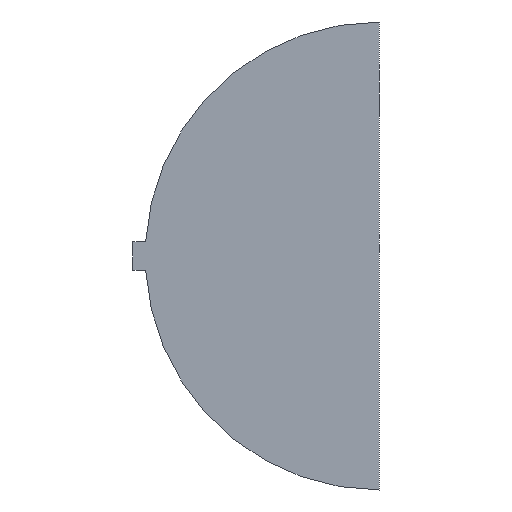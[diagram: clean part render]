
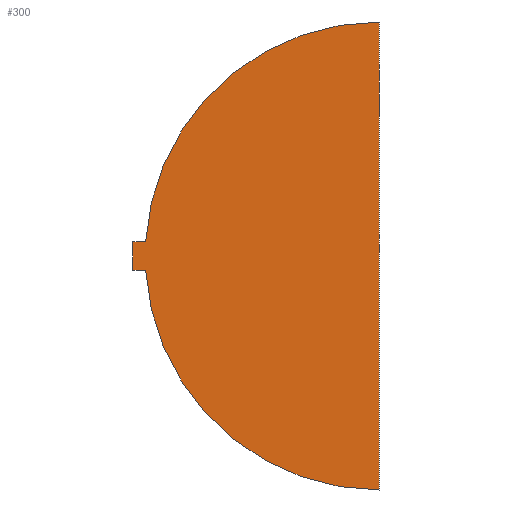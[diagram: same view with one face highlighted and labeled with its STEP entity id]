
A CAD part, front view. The second image highlights one B-rep face of the part: STEP entity #300.
In plain terms, the highlighted planar face has unit normal (0, -1, 0).
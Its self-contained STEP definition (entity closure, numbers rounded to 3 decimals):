
#28=PLANE('',#347);
#44=FACE_OUTER_BOUND('',#63,.T.);
#63=EDGE_LOOP('',(#274,#275,#276,#277,#278,#279));
#84=LINE('',#495,#113);
#87=LINE('',#503,#116);
#90=LINE('',#511,#119);
#92=LINE('',#514,#121);
#113=VECTOR('',#406,10.);
#116=VECTOR('',#415,10.);
#119=VECTOR('',#424,10.);
#121=VECTOR('',#428,10.);
#131=CIRCLE('',#340,41.5);
#132=CIRCLE('',#343,41.5);
#154=VERTEX_POINT('',#492);
#155=VERTEX_POINT('',#494);
#156=VERTEX_POINT('',#498);
#157=VERTEX_POINT('',#502);
#158=VERTEX_POINT('',#506);
#159=VERTEX_POINT('',#510);
#189=EDGE_CURVE('',#155,#154,#84,.T.);
#191=EDGE_CURVE('',#156,#155,#131,.T.);
#193=EDGE_CURVE('',#157,#156,#87,.T.);
#195=EDGE_CURVE('',#158,#157,#132,.T.);
#197=EDGE_CURVE('',#159,#158,#90,.T.);
#199=EDGE_CURVE('',#154,#159,#92,.T.);
#274=ORIENTED_EDGE('',*,*,#199,.T.);
#275=ORIENTED_EDGE('',*,*,#197,.T.);
#276=ORIENTED_EDGE('',*,*,#195,.T.);
#277=ORIENTED_EDGE('',*,*,#193,.T.);
#278=ORIENTED_EDGE('',*,*,#191,.T.);
#279=ORIENTED_EDGE('',*,*,#189,.T.);
#300=ADVANCED_FACE('',(#44),#28,.F.);
#340=AXIS2_PLACEMENT_3D('',#499,#410,#411);
#343=AXIS2_PLACEMENT_3D('',#507,#419,#420);
#347=AXIS2_PLACEMENT_3D('',#516,#431,#432);
#406=DIRECTION('',(-1.,0.,0.));
#410=DIRECTION('center_axis',(0.,-1.,0.));
#411=DIRECTION('ref_axis',(-0.998,0.,0.06));
#415=DIRECTION('',(0.,0.,1.));
#419=DIRECTION('center_axis',(0.,-1.,0.));
#420=DIRECTION('ref_axis',(0.,0.,-1.));
#424=DIRECTION('',(1.,0.,0.));
#428=DIRECTION('',(0.,0.,-1.));
#431=DIRECTION('center_axis',(0.,1.,0.));
#432=DIRECTION('ref_axis',(0.,0.,1.));
#492=CARTESIAN_POINT('',(-43.7,-2.,2.5));
#494=CARTESIAN_POINT('',(-41.425,-2.,2.5));
#495=CARTESIAN_POINT('',(-43.7,-2.,2.5));
#498=CARTESIAN_POINT('',(0.,-2.,41.5));
#499=CARTESIAN_POINT('Origin',(0.,-2.,0.));
#502=CARTESIAN_POINT('',(0.,-2.,-41.5));
#503=CARTESIAN_POINT('',(0.,-2.,41.5));
#506=CARTESIAN_POINT('',(-41.425,-2.,-2.5));
#507=CARTESIAN_POINT('Origin',(0.,-2.,0.));
#510=CARTESIAN_POINT('',(-43.7,-2.,-2.5));
#511=CARTESIAN_POINT('',(-41.425,-2.,-2.5));
#514=CARTESIAN_POINT('',(-43.7,-2.,-2.5));
#516=CARTESIAN_POINT('Origin',(-21.85,-2.,0.));
